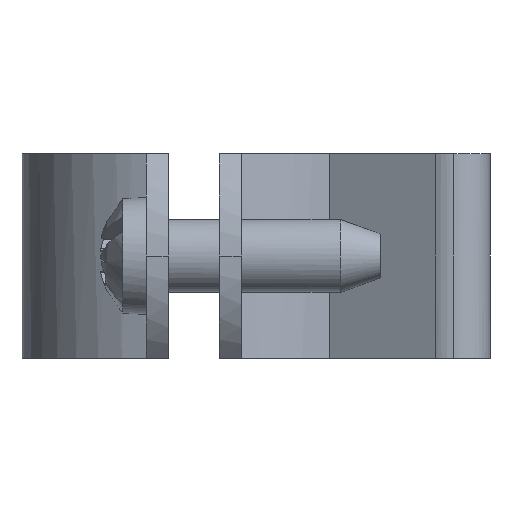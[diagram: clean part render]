
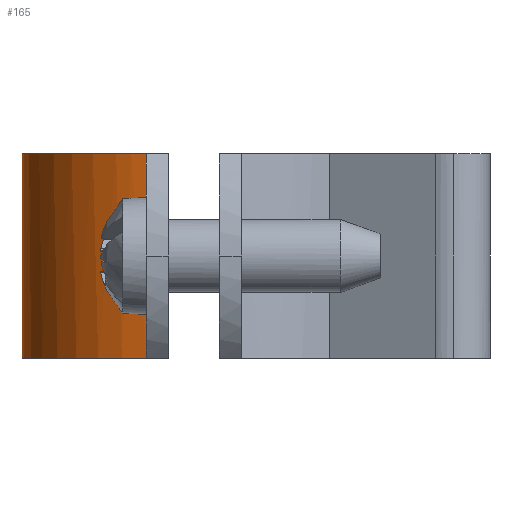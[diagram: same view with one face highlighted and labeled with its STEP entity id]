
A CAD part, left-side view. The second image highlights one B-rep face of the part: STEP entity #165.
In plain terms, the highlighted free-form (B-spline) face has degree [2, 1] with [7, 2] control points.
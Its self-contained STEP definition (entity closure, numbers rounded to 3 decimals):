
#165=ADVANCED_FACE('',(#330),#2540,.T.);
#330=FACE_OUTER_BOUND('',#493,.T.);
#493=EDGE_LOOP('',(#1265,#1266,#1267,#1268));
#1265=ORIENTED_EDGE('',*,*,#1728,.F.);
#1266=ORIENTED_EDGE('',*,*,#1726,.F.);
#1267=ORIENTED_EDGE('',*,*,#1729,.F.);
#1268=ORIENTED_EDGE('',*,*,#1739,.F.);
#1726=EDGE_CURVE('',#2426,#2432,#1949,.T.);
#1728=EDGE_CURVE('',#2432,#2433,#2164,.T.);
#1729=EDGE_CURVE('',#2425,#2426,#2165,.T.);
#1739=EDGE_CURVE('',#2433,#2425,#1953,.T.);
#1949=B_SPLINE_CURVE_WITH_KNOTS('',1,(#6822,#6823),.UNSPECIFIED.,.F.,.F.,
(2,2),(-15.401,-1.401),.UNSPECIFIED.);
#1953=B_SPLINE_CURVE_WITH_KNOTS('',1,(#6863,#6864),.UNSPECIFIED.,.F.,.F.,
(2,2),(1.401,15.401),.UNSPECIFIED.);
#2164=(
BOUNDED_CURVE()
B_SPLINE_CURVE(2,(#6829,#6830,#6831,#6832,#6833),.UNSPECIFIED.,.F.,.F.)
B_SPLINE_CURVE_WITH_KNOTS((3,2,3),(2.641,14.206,25.77),
 .UNSPECIFIED.)
CURVE()
GEOMETRIC_REPRESENTATION_ITEM()
RATIONAL_B_SPLINE_CURVE((1.,0.804,1.,0.804,1.))
REPRESENTATION_ITEM('')
);
#2165=(
BOUNDED_CURVE()
B_SPLINE_CURVE(2,(#6834,#6835,#6836,#6837,#6838),.UNSPECIFIED.,.F.,.F.)
B_SPLINE_CURVE_WITH_KNOTS((3,2,3),(-41.194,-29.63,-18.065),
 .UNSPECIFIED.)
CURVE()
GEOMETRIC_REPRESENTATION_ITEM()
RATIONAL_B_SPLINE_CURVE((1.,0.804,1.,0.804,1.))
REPRESENTATION_ITEM('')
);
#2425=VERTEX_POINT('',#6732);
#2426=VERTEX_POINT('',#6733);
#2432=VERTEX_POINT('',#6739);
#2433=VERTEX_POINT('',#6740);
#2540=(
BOUNDED_SURFACE()
B_SPLINE_SURFACE(2,1,((#6527,#6528),(#6529,#6530),(#6531,#6532),(#6533,
#6534),(#6535,#6536),(#6537,#6538),(#6539,#6540)),.UNSPECIFIED.,.F.,.F.,
 .F.)
B_SPLINE_SURFACE_WITH_KNOTS((3,2,2,3),(2,2),(0.,23.865,47.731,
48.691),(0.,16.802),.UNSPECIFIED.)
GEOMETRIC_REPRESENTATION_ITEM()
RATIONAL_B_SPLINE_SURFACE(((1.,1.),(0.707,0.707),
(1.,1.),(0.707,0.707),(1.,1.),(0.988,
0.988),(0.977,0.977)))
REPRESENTATION_ITEM('')
SURFACE()
);
#6527=CARTESIAN_POINT('',(12.,20.,-15.401));
#6528=CARTESIAN_POINT('',(12.,20.,1.401));
#6529=CARTESIAN_POINT('',(12.,32.,-15.401));
#6530=CARTESIAN_POINT('',(12.,32.,1.401));
#6531=CARTESIAN_POINT('',(0.,32.,-15.401));
#6532=CARTESIAN_POINT('',(0.,32.,1.401));
#6533=CARTESIAN_POINT('',(-12.,32.,-15.401));
#6534=CARTESIAN_POINT('',(-12.,32.,1.401));
#6535=CARTESIAN_POINT('',(-12.,20.,-15.401));
#6536=CARTESIAN_POINT('',(-12.,20.,1.401));
#6537=CARTESIAN_POINT('',(-12.,19.655,-15.401));
#6538=CARTESIAN_POINT('',(-12.,19.655,1.401));
#6539=CARTESIAN_POINT('',(-11.98,19.31,-15.401));
#6540=CARTESIAN_POINT('',(-11.98,19.31,1.401));
#6732=CARTESIAN_POINT('',(-11.478,23.5,-14.));
#6733=CARTESIAN_POINT('',(11.478,23.5,-14.));
#6739=CARTESIAN_POINT('',(11.478,23.5,0.));
#6740=CARTESIAN_POINT('',(-11.478,23.5,0.));
#6822=CARTESIAN_POINT('',(11.478,23.5,-14.));
#6823=CARTESIAN_POINT('',(11.478,23.5,0.));
#6829=CARTESIAN_POINT('',(11.478,23.5,0.));
#6830=CARTESIAN_POINT('',(8.886,32.,0.));
#6831=CARTESIAN_POINT('',(0.,32.,0.));
#6832=CARTESIAN_POINT('',(-8.886,32.,0.));
#6833=CARTESIAN_POINT('',(-11.478,23.5,0.));
#6834=CARTESIAN_POINT('',(-11.478,23.5,-14.));
#6835=CARTESIAN_POINT('',(-8.886,32.,-14.));
#6836=CARTESIAN_POINT('',(0.,32.,-14.));
#6837=CARTESIAN_POINT('',(8.886,32.,-14.));
#6838=CARTESIAN_POINT('',(11.478,23.5,-14.));
#6863=CARTESIAN_POINT('',(-11.478,23.5,0.));
#6864=CARTESIAN_POINT('',(-11.478,23.5,-14.));
